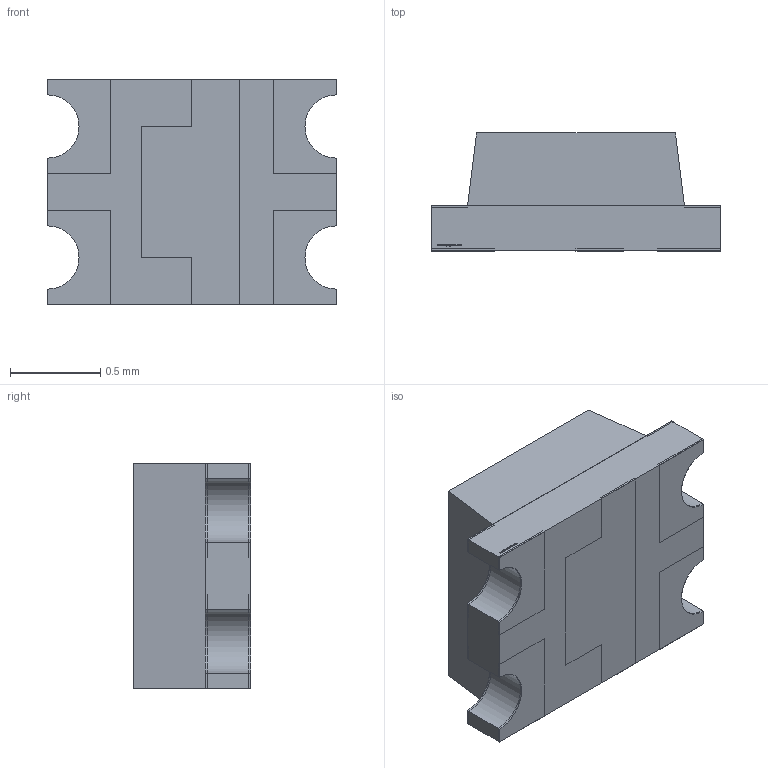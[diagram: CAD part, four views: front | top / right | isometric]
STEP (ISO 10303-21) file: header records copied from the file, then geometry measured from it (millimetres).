
FILE_DESCRIPTION (( 'STEP AP214' ), '1' );
FILE_NAME ('APTB1612.STEP', '2008-09-05T17:38:49', ( '' ), ( '' ), 'SwSTEP 2.0', 'SolidWorks 2008', '' );
FILE_SCHEMA (( 'AUTOMOTIVE_DESIGN' ));
Length unit declared in the file: millimetre
Products named in the file (1): APTB1612
Bounding box: 1.6 x 0.65 x 1.25 mm (x, y, z)
Volume: 1 mm3; surface area: 12.9 mm2
Topology: 11 solids, 11 shells, 377 faces, 981 edges, 654 vertices
Faces by surface type: plane 249, bspline 116, cylinder 12
Entity records: 21155 total; most frequent: CARTESIAN_POINT 8401, ORIENTED_EDGE 1962, DIRECTION 1297, EDGE_CURVE 981, VECTOR 725, LINE 725, VERTEX_POINT 654, EDGE_LOOP 405
